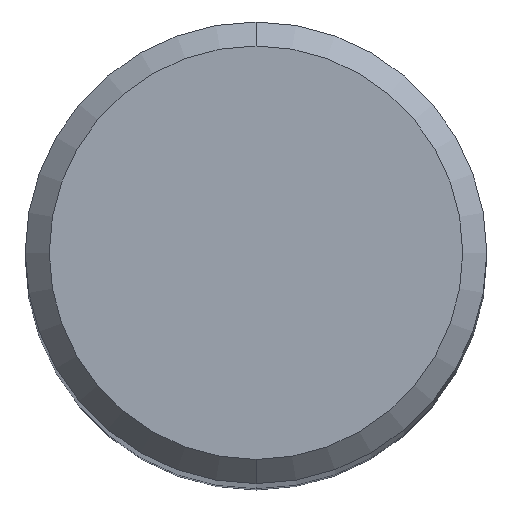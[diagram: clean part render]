
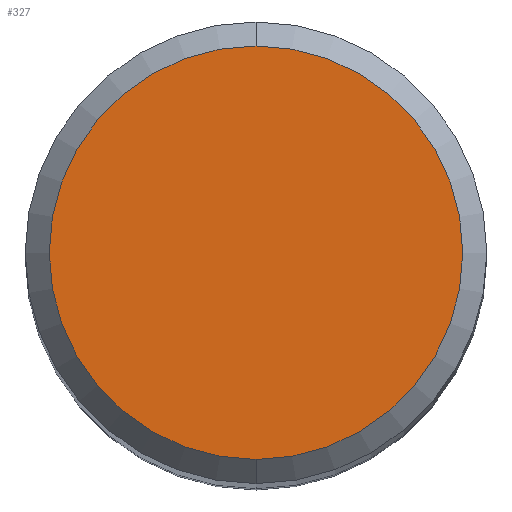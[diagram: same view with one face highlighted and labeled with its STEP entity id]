
A CAD part, top view. The second image highlights one B-rep face of the part: STEP entity #327.
In plain terms, the highlighted planar face has unit normal (0, 0, 1).
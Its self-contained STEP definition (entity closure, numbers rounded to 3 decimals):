
#181=VERTEX_POINT('',#417);
#215=VERTEX_POINT('',#452);
#277=EDGE_CURVE('',#181,#215,#524,.T.);
#305=EDGE_CURVE('',#215,#181,#557,.T.);
#327=ADVANCED_FACE('',(#582),#583,.T.);
#417=CARTESIAN_POINT('',(0.0,4.3,0.0));
#452=CARTESIAN_POINT('',(0.,-4.3,0.0));
#524=CIRCLE('',#820,4.3);
#557=CIRCLE('',#863,4.3);
#582=FACE_OUTER_BOUND('',#893,.T.);
#583=PLANE('',#894);
#820=AXIS2_PLACEMENT_3D('',#1119,#1120,#1121);
#863=AXIS2_PLACEMENT_3D('',#1166,#1167,#1168);
#893=EDGE_LOOP('',(#1204,#1205));
#894=AXIS2_PLACEMENT_3D('',#1206,#1207,#1208);
#1119=CARTESIAN_POINT('',(0.0,0.0,0.0));
#1120=DIRECTION('',(0.0,0.0,-1.0));
#1121=DIRECTION('',(0.0,1.0,0.0));
#1166=CARTESIAN_POINT('',(0.0,0.0,0.0));
#1167=DIRECTION('',(0.0,0.0,-1.0));
#1168=DIRECTION('',(0.0,1.0,0.0));
#1204=ORIENTED_EDGE('',*,*,#277,.F.);
#1205=ORIENTED_EDGE('',*,*,#305,.F.);
#1206=CARTESIAN_POINT('',(0.0,2.15,0.0));
#1207=DIRECTION('',(-0.0,0.0,1.0));
#1208=DIRECTION('',(0.0,-1.0,0.0));
